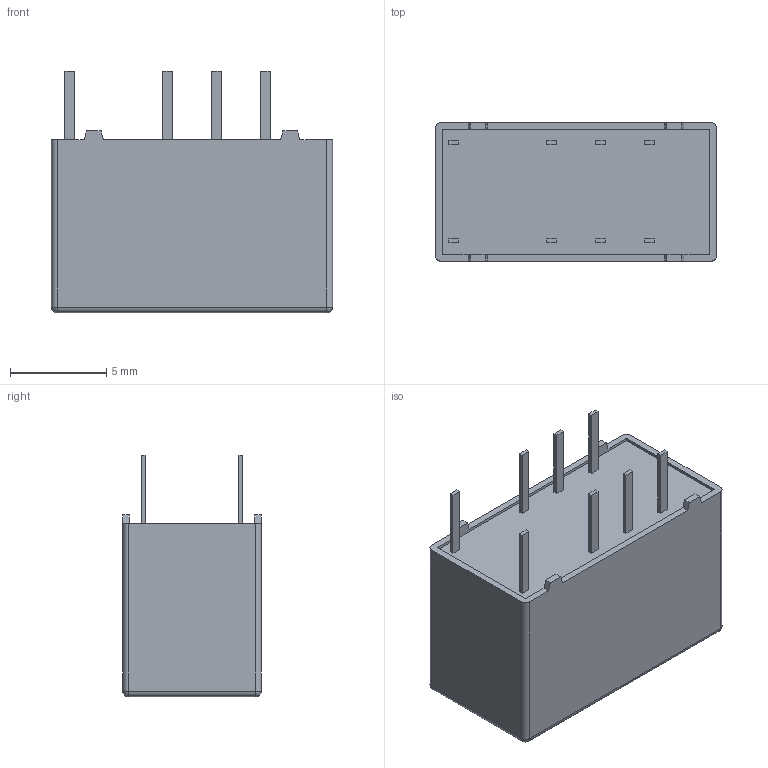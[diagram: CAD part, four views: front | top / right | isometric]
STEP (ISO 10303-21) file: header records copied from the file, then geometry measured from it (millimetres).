
FILE_DESCRIPTION((''),'2;1');
FILE_NAME('C-3-1393790-4','2022-05-13T06:03:35',('workeradm'),('TE Connectivity Ltd.'),'CREO PARAMETRIC BY PTC INC, 2021072','CREO PARAMETRIC BY PTC INC, 2021072','');
FILE_SCHEMA(('AUTOMOTIVE_DESIGN { 1 0 10303 214 1 1 1 1 }'));
Length unit declared in the file: millimetre
Products named in the file (1): C-3-1393790-4
Bounding box: 14.6 x 7.2 x 12.55 mm (x, y, z)
Volume: 934.5 mm3; surface area: 644 mm2
Topology: 1 solids, 1 shells, 78 faces, 192 edges, 124 vertices
Faces by surface type: plane 66, cylinder 8, sphere 4
Entity records: 2300 total; most frequent: CARTESIAN_POINT 396, ORIENTED_EDGE 384, DIRECTION 364, EDGE_CURVE 192, VECTOR 176, LINE 176, VERTEX_POINT 124, AXIS2_PLACEMENT_3D 94
